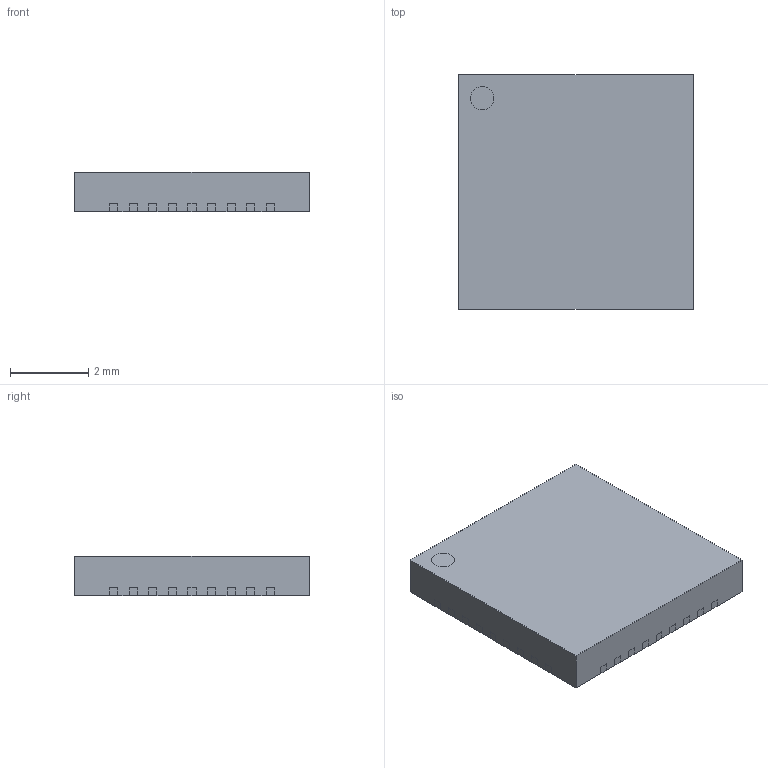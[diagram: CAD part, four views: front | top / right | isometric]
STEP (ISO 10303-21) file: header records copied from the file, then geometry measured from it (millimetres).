
FILE_DESCRIPTION(/* description */ ('model of HVQFN-36-1EP_6x6mm_P0.5mm_EP3.9x3.9mm'),/* implementation_level */ '2;1');
FILE_NAME(/* name */ 'HVQFN-36-1EP_6x6mm_P0.5mm_EP3.9x3.9mm.step',/* time_stamp */ '1970-01-01T00:00:00',/* author */ ('KiCAD','kicad'),/* organization */ ('OCCT'),/* preprocessor_version */ '',/* originating_system */ 'KiCAD',/* authorisation */ '');
FILE_SCHEMA(('AUTOMOTIVE_DESIGN { 1 0 10303 214 1 1 1 1 }'));
Length unit declared in the file: millimetre
Products named in the file (1): HVQFN-36-1EP_6x6mm_P0.5mm_EP3.9x3.9mm
Bounding box: 6 x 6 x 1 mm (x, y, z)
Volume: 36 mm3; surface area: 96 mm2
Topology: 1 solids, 1 shells, 80 faces, 305 edges, 229 vertices
Faces by surface type: plane 80
Entity records: 2243 total; most frequent: ORIENTED_EDGE 532, EDGE_CURVE 305, CARTESIAN_POINT 304, LINE 232, VERTEX_POINT 229, AXIS2_PLACEMENT_3D 118, FACE_BOUND 82, EDGE_LOOP 82
